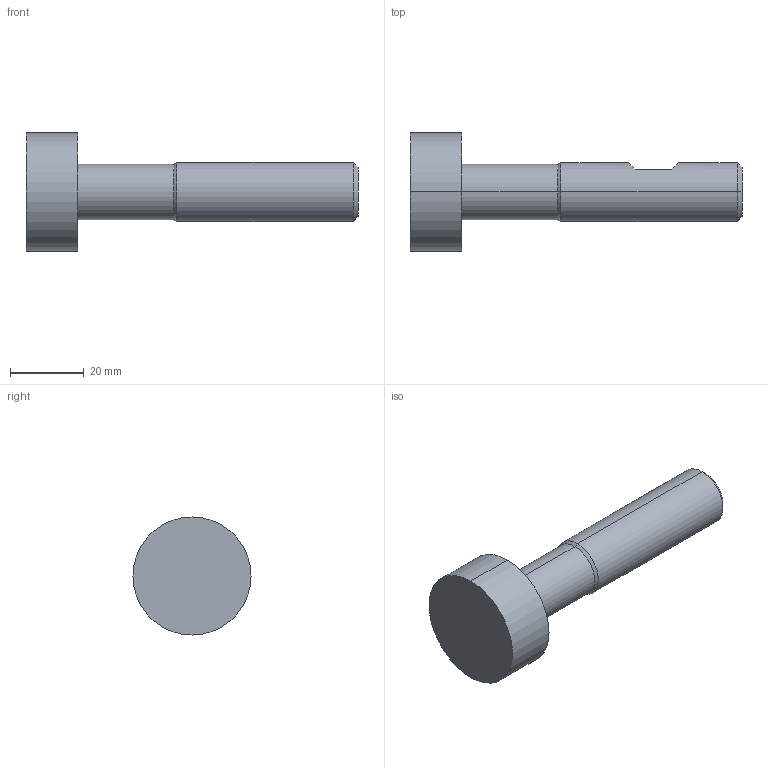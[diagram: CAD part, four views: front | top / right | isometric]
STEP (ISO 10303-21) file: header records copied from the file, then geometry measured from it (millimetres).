
FILE_DESCRIPTION (( 'STEP AP214' ), '1' );
FILE_NAME ('MTS.14.B.90.32.16 A HM.STEP', '2020-09-14T07:32:25', ( '' ), ( '' ), 'SwSTEP 2.0', 'SolidWorks 2019', '' );
FILE_SCHEMA (( 'AUTOMOTIVE_DESIGN' ));
Length unit declared in the file: millimetre
Products named in the file (1): MTS.14.B.90.32.16 A HM
Bounding box: 90 x 32 x 32 mm (x, y, z)
Volume: 25685.6 mm3; surface area: 6741.3 mm2
Topology: 1 solids, 1 shells, 16 faces, 30 edges, 18 vertices
Faces by surface type: cylinder 6, plane 6, cone 4
Entity records: 434 total; most frequent: DIRECTION 76, CARTESIAN_POINT 71, ORIENTED_EDGE 60, AXIS2_PLACEMENT_3D 31, EDGE_CURVE 30, EDGE_LOOP 18, VERTEX_POINT 18, FACE_OUTER_BOUND 16
